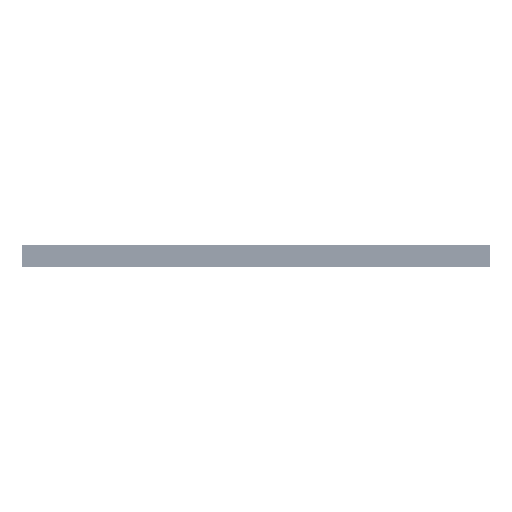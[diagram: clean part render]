
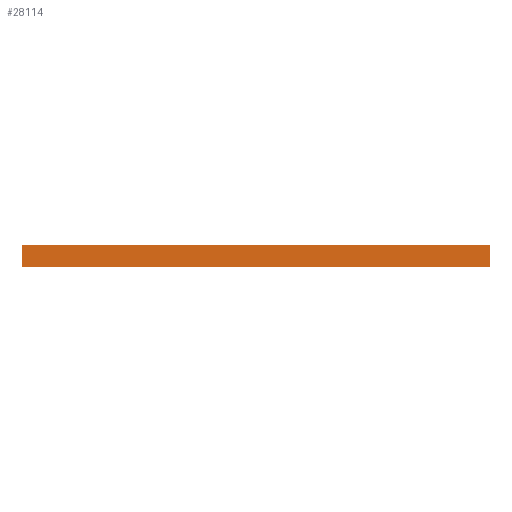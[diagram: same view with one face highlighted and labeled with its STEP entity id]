
A CAD part, left-side view. The second image highlights one B-rep face of the part: STEP entity #28114.
In plain terms, the highlighted planar face has unit normal (-1, 0, 0).
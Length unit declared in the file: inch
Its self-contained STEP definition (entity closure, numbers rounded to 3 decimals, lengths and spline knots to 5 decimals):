
#5628=FACE_OUTER_BOUND('',#8746,.T.);
#8746=EDGE_LOOP('',(#21315,#21316,#21317,#21318));
#11204=LINE('',#44306,#12468);
#11210=LINE('',#45559,#12474);
#11234=LINE('',#46885,#12498);
#11235=LINE('',#46887,#12499);
#12468=VECTOR('',#34332,0.3937);
#12474=VECTOR('',#35580,0.3937);
#12498=VECTOR('',#36930,0.3937);
#12499=VECTOR('',#36933,0.3937);
#13732=VERTEX_POINT('',#44303);
#13733=VERTEX_POINT('',#44305);
#14358=VERTEX_POINT('',#45556);
#14359=VERTEX_POINT('',#45558);
#16228=EDGE_CURVE('',#13732,#13733,#11204,.T.);
#16854=EDGE_CURVE('',#14358,#14359,#11210,.T.);
#17514=EDGE_CURVE('',#13733,#14358,#11234,.T.);
#17515=EDGE_CURVE('',#14359,#13732,#11235,.T.);
#21315=ORIENTED_EDGE('',*,*,#17514,.F.);
#21316=ORIENTED_EDGE('',*,*,#16228,.F.);
#21317=ORIENTED_EDGE('',*,*,#17515,.F.);
#21318=ORIENTED_EDGE('',*,*,#16854,.F.);
#27468=PLANE('',#31255);
#28114=ADVANCED_FACE('',(#5628),#27468,.T.);
#31255=AXIS2_PLACEMENT_3D('',#46886,#36931,#36932);
#34332=DIRECTION('',(0.,0.,-1.));
#35580=DIRECTION('',(0.,0.,1.));
#36930=DIRECTION('',(0.,1.,0.));
#36931=DIRECTION('center_axis',(-1.,0.,0.));
#36932=DIRECTION('ref_axis',(0.,0.,1.));
#36933=DIRECTION('',(0.,-1.,0.));
#44303=CARTESIAN_POINT('',(-13.,-0.15,9.98));
#44305=CARTESIAN_POINT('',(-13.,-0.15,-9.98));
#44306=CARTESIAN_POINT('',(-13.,-0.15,10.));
#45556=CARTESIAN_POINT('',(-13.,0.8,-9.98));
#45558=CARTESIAN_POINT('',(-13.,0.8,9.98));
#45559=CARTESIAN_POINT('',(-13.,0.8,10.));
#46885=CARTESIAN_POINT('',(-13.,0.,-9.98));
#46886=CARTESIAN_POINT('Origin',(-13.,0.,-10.));
#46887=CARTESIAN_POINT('',(-13.,0.,9.98));
